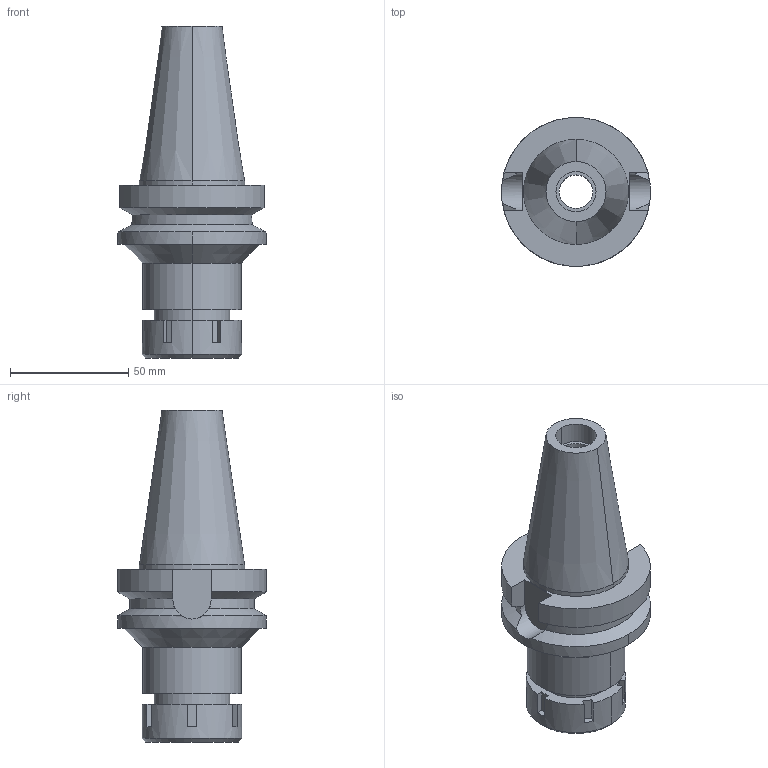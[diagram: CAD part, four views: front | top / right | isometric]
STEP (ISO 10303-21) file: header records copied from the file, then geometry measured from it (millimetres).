
FILE_DESCRIPTION (( 'STEP AP203' ), '1' );
FILE_NAME ('BT40-NBS16-75.stp', '2019-09-13T14:47:27', ( '' ), ( '' ), 'SwSTEP 2.0', 'SolidWorks 2019', '' );
FILE_SCHEMA (( 'CONFIG_CONTROL_DESIGN' ));
Length unit declared in the file: millimetre
Products named in the file (7): BT40-NBS16-75_1.stp; NBN16_1.stp; BT40-NBS16-75-FreeParts; BT40-NBS16-75; BT40NB16075-160_ASM.stp; BT40-NBS16-75.stp; DXF_TEMP_ASSY_ASM_4_ASM.stp
Assembly tree (5 placements, depth 5):
  BT40-NBS16-75-FreeParts
  BT40-NBS16-75
    BT40-NBS16-75.stp
      BT40NB16075-160_ASM.stp
        DXF_TEMP_ASSY_ASM_4_ASM.stp
          BT40-NBS16-75_1.stp
          NBN16_1.stp
Bounding box: 63 x 63 x 140.4 mm (x, y, z)
Volume: 163780.4 mm3; surface area: 35810.3 mm2
Topology: 2 solids, 2 shells, 90 faces, 221 edges, 145 vertices
Faces by surface type: plane 44, cylinder 32, cone 14
Entity records: 3539 total; most frequent: CARTESIAN_POINT 633, DIRECTION 496, ORIENTED_EDGE 442, EDGE_CURVE 221, AXIS2_PLACEMENT_3D 189, VERTEX_POINT 145, LINE 118, VECTOR 118
